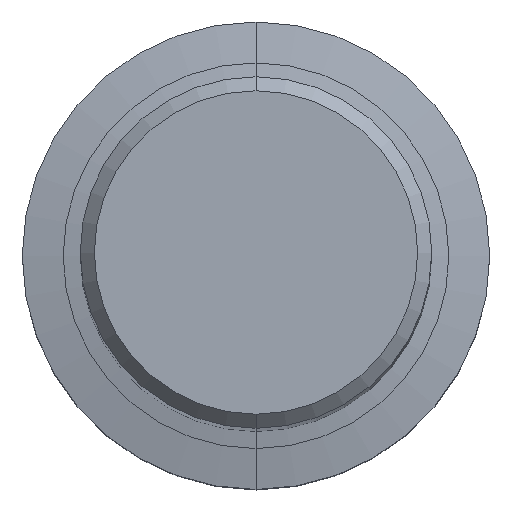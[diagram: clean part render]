
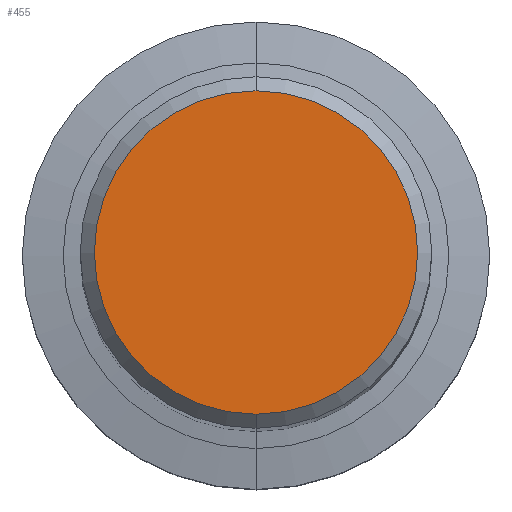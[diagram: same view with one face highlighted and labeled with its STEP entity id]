
A CAD part, top view. The second image highlights one B-rep face of the part: STEP entity #455.
In plain terms, the highlighted planar face has unit normal (0, 0, 1).
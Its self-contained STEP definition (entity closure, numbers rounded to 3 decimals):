
#241=VERTEX_POINT('',#600);
#273=VERTEX_POINT('',#634);
#429=EDGE_CURVE('',#241,#273,#806,.T.);
#455=ADVANCED_FACE('',(#837),#838,.T.);
#465=EDGE_CURVE('',#273,#241,#848,.T.);
#600=CARTESIAN_POINT('',(0.,-11.5,0.0));
#634=CARTESIAN_POINT('',(0.0,11.5,0.0));
#806=CIRCLE('',#1530,11.5);
#837=FACE_OUTER_BOUND('',#1643,.T.);
#838=PLANE('',#1644);
#848=CIRCLE('',#1705,11.5);
#1530=AXIS2_PLACEMENT_3D('',#2079,#2080,#2081);
#1643=EDGE_LOOP('',(#2136,#2137));
#1644=AXIS2_PLACEMENT_3D('',#2138,#2139,#2140);
#1705=AXIS2_PLACEMENT_3D('',#2145,#2146,#2147);
#2079=CARTESIAN_POINT('',(0.0,0.0,0.0));
#2080=DIRECTION('',(0.0,0.0,-1.0));
#2081=DIRECTION('',(0.0,1.0,0.0));
#2136=ORIENTED_EDGE('',*,*,#465,.F.);
#2137=ORIENTED_EDGE('',*,*,#429,.F.);
#2138=CARTESIAN_POINT('',(0.0,5.75,0.0));
#2139=DIRECTION('',(-0.0,0.0,1.0));
#2140=DIRECTION('',(0.0,-1.0,0.0));
#2145=CARTESIAN_POINT('',(0.0,0.0,0.0));
#2146=DIRECTION('',(0.0,0.0,-1.0));
#2147=DIRECTION('',(0.0,1.0,0.0));
